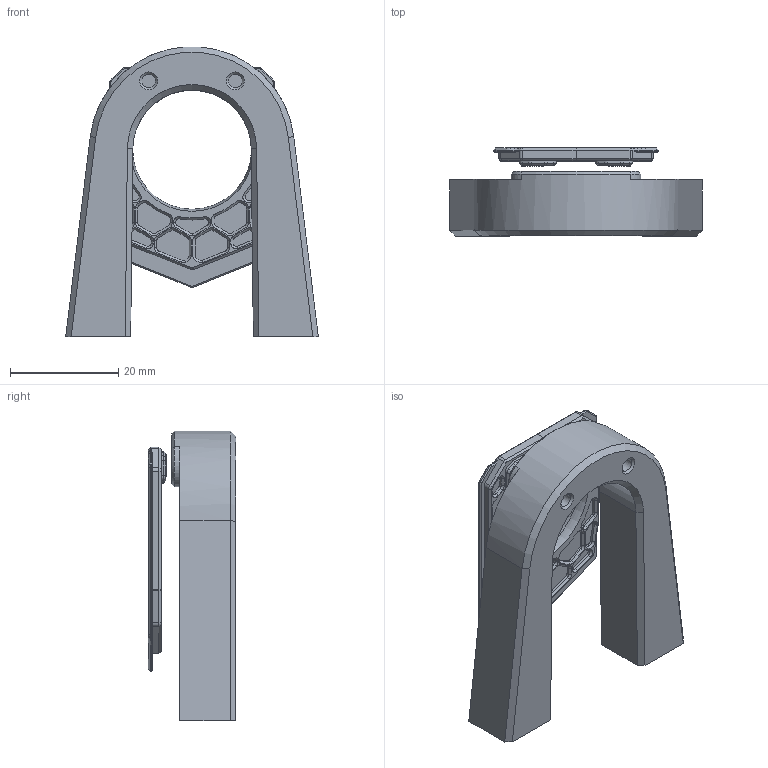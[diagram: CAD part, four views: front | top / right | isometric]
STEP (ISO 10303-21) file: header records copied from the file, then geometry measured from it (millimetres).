
FILE_DESCRIPTION(/* description */ ('','CAx-IF Rec.Pracs.---Representation and Presentation of Product Manufacturing Information (PMI)---4.0---2014-10-13'),/* implementation_level */ '2;1');
FILE_NAME(/* name */ 'Front Dock v0.step',/* time_stamp */ '2024-12-11T20:16:30-06:00',/* author */ (''),/* organization */ (''),/* preprocessor_version */ 'ST-DEVELOPER v20',/* originating_system */ 'Autodesk Translation Framework v13.20.0.188',/* authorisation */ '');
FILE_SCHEMA (('AP242_MANAGED_MODEL_BASED_3D_ENGINEERING_MIM_LF { 1 0 10303 442 1 1 4 }'));
Length unit declared in the file: millimetre
Products named in the file (3): Front Dock; Open_Grill; Front Dock_1
Assembly tree (2 placements, depth 2):
  Front Dock
    Open_Grill
    Front Dock_1
Bounding box: 46.67 x 16.21 x 53.59 mm (x, y, z)
Volume: 12343.4 mm3; surface area: 7404.3 mm2
Topology: 4 solids, 4 shells, 563 faces, 1316 edges, 787 vertices
Faces by surface type: plane 265, cylinder 140, cone 136, bspline 20, torus 2
Full cylindrical faces by diameter (mm): 2.5 x2, 3.2 x2, 4 x2, 4.1 x4, 4.6 x2, 6 x2
Entity records: 16221 total; most frequent: CARTESIAN_POINT 3087, DIRECTION 2835, ORIENTED_EDGE 2632, EDGE_CURVE 1316, AXIS2_PLACEMENT_3D 990, LINE 855, VECTOR 855, VERTEX_POINT 787
